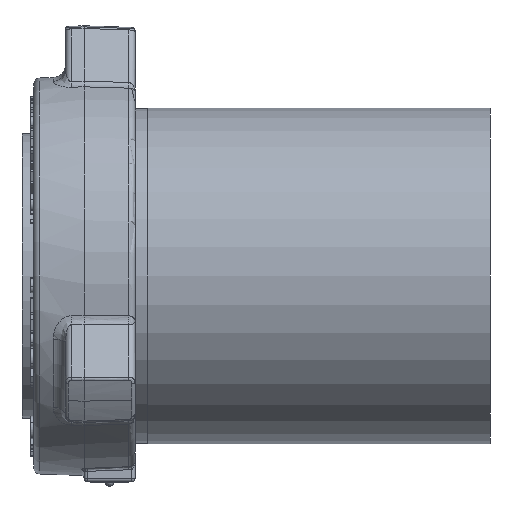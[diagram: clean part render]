
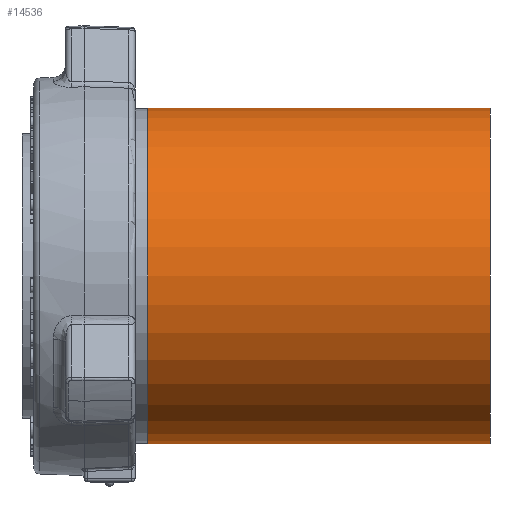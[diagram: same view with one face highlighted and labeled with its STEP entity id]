
A CAD part, left-side view. The second image highlights one B-rep face of the part: STEP entity #14536.
In plain terms, the highlighted cylindrical face has radius 84.138 mm (diameter 168.275 mm), a partial arc.
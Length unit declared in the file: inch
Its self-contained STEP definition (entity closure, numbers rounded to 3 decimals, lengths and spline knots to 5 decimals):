
#963 = CARTESIAN_POINT ( 'NONE',  ( 0., 0., 3.3125 ) ) ;
#1239 = ORIENTED_EDGE ( 'NONE', *, *, #7887, .T. ) ;
#2143 = DIRECTION ( 'NONE',  ( 0., -1., 0. ) ) ;
#2278 = VECTOR ( 'NONE', #2143, 39.37008 ) ;
#3282 = VERTEX_POINT ( 'NONE', #34587 ) ;
#6149 = CIRCLE ( 'NONE', #7843, 3.3125 ) ;
#7732 = CYLINDRICAL_SURFACE ( 'NONE', #34484, 3.3125 ) ;
#7843 = AXIS2_PLACEMENT_3D ( 'NONE', #15351, #34602, #17839 ) ;
#7887 = EDGE_CURVE ( 'NONE', #17169, #3282, #9408, .T. ) ;
#9408 = LINE ( 'NONE', #19568, #14850 ) ;
#10725 = FACE_OUTER_BOUND ( 'NONE', #17161, .T. ) ;
#10899 = CARTESIAN_POINT ( 'NONE',  ( 0., 8.187, 0. ) ) ;
#13380 = DIRECTION ( 'NONE',  ( 0., -1., 0. ) ) ;
#13698 = EDGE_CURVE ( 'NONE', #14593, #17169, #23152, .T. ) ;
#14536 = ADVANCED_FACE ( 'NONE', ( #10725 ), #7732, .T. ) ;
#14593 = VERTEX_POINT ( 'NONE', #17258 ) ;
#14850 = VECTOR ( 'NONE', #28485, 39.37008 ) ;
#15351 = CARTESIAN_POINT ( 'NONE',  ( 0., 0., 0. ) ) ;
#15785 = CARTESIAN_POINT ( 'NONE',  ( 0., 6.75, -3.3125 ) ) ;
#17161 = EDGE_LOOP ( 'NONE', ( #27401, #21274, #1239, #32048 ) ) ;
#17169 = VERTEX_POINT ( 'NONE', #15785 ) ;
#17258 = CARTESIAN_POINT ( 'NONE',  ( 0., 6.75, 3.3125 ) ) ;
#17819 = DIRECTION ( 'NONE',  ( 0., 0., -1. ) ) ;
#17839 = DIRECTION ( 'NONE',  ( 0., 0., 1. ) ) ;
#19189 = AXIS2_PLACEMENT_3D ( 'NONE', #25604, #31229, #17819 ) ;
#19568 = CARTESIAN_POINT ( 'NONE',  ( 0., 8.187, -3.3125 ) ) ;
#21274 = ORIENTED_EDGE ( 'NONE', *, *, #13698, .T. ) ;
#23152 = CIRCLE ( 'NONE', #19189, 3.3125 ) ;
#25604 = CARTESIAN_POINT ( 'NONE',  ( 0., 6.75, 0. ) ) ;
#26857 = VERTEX_POINT ( 'NONE', #963 ) ;
#27064 = CARTESIAN_POINT ( 'NONE',  ( 0., 8.187, 3.3125 ) ) ;
#27401 = ORIENTED_EDGE ( 'NONE', *, *, #28083, .F. ) ;
#28083 = EDGE_CURVE ( 'NONE', #14593, #26857, #34489, .T. ) ;
#28485 = DIRECTION ( 'NONE',  ( 0., -1., 0. ) ) ;
#31229 = DIRECTION ( 'NONE',  ( 0., -1., 0. ) ) ;
#32048 = ORIENTED_EDGE ( 'NONE', *, *, #32704, .T. ) ;
#32704 = EDGE_CURVE ( 'NONE', #3282, #26857, #6149, .T. ) ;
#34484 = AXIS2_PLACEMENT_3D ( 'NONE', #10899, #13380, #34762 ) ;
#34489 = LINE ( 'NONE', #27064, #2278 ) ;
#34587 = CARTESIAN_POINT ( 'NONE',  ( 0., 0., -3.3125 ) ) ;
#34602 = DIRECTION ( 'NONE',  ( 0., 1., 0. ) ) ;
#34762 = DIRECTION ( 'NONE',  ( 0., 0., -1. ) ) ;
